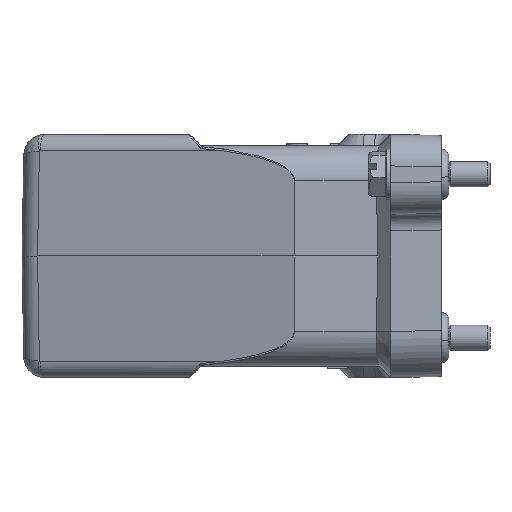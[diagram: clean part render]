
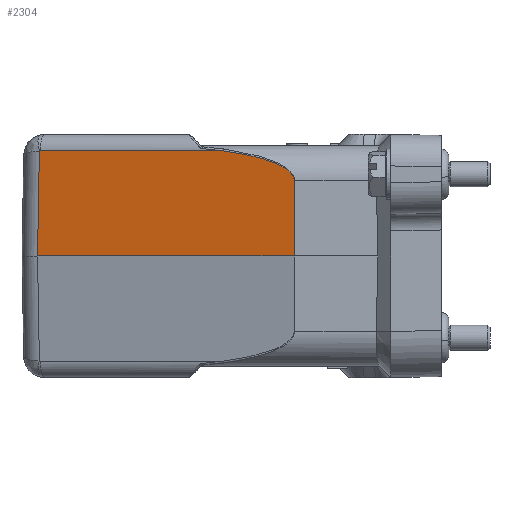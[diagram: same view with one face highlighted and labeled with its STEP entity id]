
A CAD part, left-side view. The second image highlights one B-rep face of the part: STEP entity #2304.
In plain terms, the highlighted planar face has unit normal (-0.966, 0.259, 0.018).
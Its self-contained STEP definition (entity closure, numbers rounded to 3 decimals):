
#371=PLANE('',#8918);
#1089=LINE('',#15035,#1731);
#1090=LINE('',#15042,#1732);
#1112=LINE('',#15497,#1754);
#1113=LINE('',#15509,#1755);
#1731=VECTOR('',#10116,1.);
#1732=VECTOR('',#10119,1.);
#1754=VECTOR('',#10193,1.);
#1755=VECTOR('',#10196,1.);
#2304=ADVANCED_FACE('NONE',(#2824),#371,.T.);
#2824=FACE_OUTER_BOUND('',#3326,.T.);
#3326=EDGE_LOOP('',(#4933,#4934,#4935,#4936,#4937,#4938));
#4933=ORIENTED_EDGE('',*,*,#7516,.F.);
#4934=ORIENTED_EDGE('',*,*,#7587,.T.);
#4935=ORIENTED_EDGE('',*,*,#7655,.F.);
#4936=ORIENTED_EDGE('',*,*,#7652,.T.);
#4937=ORIENTED_EDGE('',*,*,#7584,.T.);
#4938=ORIENTED_EDGE('',*,*,#7585,.T.);
#6504=VERTEX_POINT('',#14261);
#6505=VERTEX_POINT('',#14266);
#6543=VERTEX_POINT('',#14835);
#6545=VERTEX_POINT('',#14873);
#6546=VERTEX_POINT('',#15041);
#6588=VERTEX_POINT('',#15498);
#7516=EDGE_CURVE('NONE',#6504,#6505,#8374,.T.);
#7584=EDGE_CURVE('NONE',#6545,#6543,#8417,.T.);
#7585=EDGE_CURVE('NONE',#6543,#6505,#1089,.T.);
#7587=EDGE_CURVE('NONE',#6504,#6546,#1090,.T.);
#7652=EDGE_CURVE('NONE',#6588,#6545,#1112,.T.);
#7655=EDGE_CURVE('NONE',#6588,#6546,#1113,.T.);
#8374=B_SPLINE_CURVE_WITH_KNOTS('',3,(#14262,#14263,#14264,#14265),
 .UNSPECIFIED.,.F.,.F.,(4,4),(0.,1.),.UNSPECIFIED.);
#8417=B_SPLINE_CURVE_WITH_KNOTS('',3,(#14903,#14904,#14905,#14906,#14907,
#14908,#14909,#14910,#14911,#14912,#14913,#14914,#14915,#14916,#14917,#14918,
#14919,#14920,#14921,#14922,#14923,#14924,#14925,#14926,#14927,#14928,#14929,
#14930,#14931,#14932,#14933,#14934,#14935,#14936,#14937,#14938,#14939,#14940,
#14941,#14942,#14943,#14944,#14945,#14946),.UNSPECIFIED.,.F.,.F.,(4,2,1,
1,1,1,2,2,1,1,1,1,1,2,2,1,1,1,1,1,1,2,2,1,1,1,1,1,1,1,2,2,4),(0.,0.125,
0.156,0.172,0.18,0.184,
0.186,0.188,0.219,0.234,
0.242,0.246,0.248,0.249,
0.25,0.375,0.438,0.469,
0.484,0.492,0.496,0.498,
0.5,0.625,0.688,0.719,
0.734,0.742,0.746,0.748,
0.749,0.75,1.),.UNSPECIFIED.);
#8918=AXIS2_PLACEMENT_3D('',#15510,#10197,#10198);
#10116=DIRECTION('',(0.259,0.966,0.));
#10119=DIRECTION('',(-0.013,0.017,-1.));
#10193=DIRECTION('',(0.017,-0.002,1.));
#10196=DIRECTION('',(0.259,0.966,0.));
#10197=DIRECTION('',(-0.966,0.259,0.017));
#10198=DIRECTION('',(-0.259,-0.966,0.));
#14261=CARTESIAN_POINT('',(-28.241,95.857,25.04));
#14262=CARTESIAN_POINT('',(-28.241,95.857,25.04));
#14263=CARTESIAN_POINT('',(-28.262,95.778,25.06));
#14264=CARTESIAN_POINT('',(-28.283,95.697,25.07));
#14265=CARTESIAN_POINT('',(-28.305,95.615,25.07));
#14266=CARTESIAN_POINT('',(-28.305,95.615,25.07));
#14835=CARTESIAN_POINT('',(-40.029,51.861,25.07));
#14873=CARTESIAN_POINT('',(-44.67,35.022,17.948));
#14903=CARTESIAN_POINT('',(-44.67,35.022,17.948));
#14904=CARTESIAN_POINT('',(-44.661,35.022,18.453));
#14905=CARTESIAN_POINT('',(-44.605,35.197,18.952));
#14906=CARTESIAN_POINT('',(-44.477,35.634,19.566));
#14907=CARTESIAN_POINT('',(-44.434,35.782,19.75));
#14908=CARTESIAN_POINT('',(-44.376,35.982,19.962));
#14909=CARTESIAN_POINT('',(-44.345,36.09,20.068));
#14910=CARTESIAN_POINT('',(-44.329,36.145,20.121));
#14911=CARTESIAN_POINT('',(-44.323,36.17,20.143));
#14912=CARTESIAN_POINT('',(-44.318,36.186,20.158));
#14913=CARTESIAN_POINT('',(-44.315,36.195,20.167));
#14914=CARTESIAN_POINT('',(-44.28,36.32,20.282));
#14915=CARTESIAN_POINT('',(-44.226,36.508,20.442));
#14916=CARTESIAN_POINT('',(-44.159,36.746,20.625));
#14917=CARTESIAN_POINT('',(-44.125,36.87,20.715));
#14918=CARTESIAN_POINT('',(-44.107,36.933,20.76));
#14919=CARTESIAN_POINT('',(-44.098,36.965,20.782));
#14920=CARTESIAN_POINT('',(-44.094,36.979,20.792));
#14921=CARTESIAN_POINT('',(-44.091,36.988,20.798));
#14922=CARTESIAN_POINT('',(-44.09,36.993,20.802));
#14923=CARTESIAN_POINT('',(-43.958,37.463,21.128));
#14924=CARTESIAN_POINT('',(-43.733,38.273,21.597));
#14925=CARTESIAN_POINT('',(-43.417,39.415,22.115));
#14926=CARTESIAN_POINT('',(-43.247,40.035,22.366));
#14927=CARTESIAN_POINT('',(-43.158,40.357,22.49));
#14928=CARTESIAN_POINT('',(-43.113,40.521,22.552));
#14929=CARTESIAN_POINT('',(-43.09,40.604,22.583));
#14930=CARTESIAN_POINT('',(-43.081,40.639,22.596));
#14931=CARTESIAN_POINT('',(-43.074,40.663,22.604));
#14932=CARTESIAN_POINT('',(-43.07,40.677,22.609));
#14933=CARTESIAN_POINT('',(-42.888,41.339,22.852));
#14934=CARTESIAN_POINT('',(-42.602,42.387,23.192));
#14935=CARTESIAN_POINT('',(-42.235,43.729,23.56));
#14936=CARTESIAN_POINT('',(-42.044,44.431,23.737));
#14937=CARTESIAN_POINT('',(-41.946,44.789,23.823));
#14938=CARTESIAN_POINT('',(-41.897,44.97,23.866));
#14939=CARTESIAN_POINT('',(-41.872,45.061,23.887));
#14940=CARTESIAN_POINT('',(-41.86,45.107,23.897));
#14941=CARTESIAN_POINT('',(-41.855,45.126,23.902));
#14942=CARTESIAN_POINT('',(-41.851,45.139,23.905));
#14943=CARTESIAN_POINT('',(-41.85,45.145,23.906));
#14944=CARTESIAN_POINT('',(-41.294,47.186,24.378));
#14945=CARTESIAN_POINT('',(-40.688,49.422,24.765));
#14946=CARTESIAN_POINT('',(-40.029,51.861,25.07));
#15035=CARTESIAN_POINT('',(-27.161,99.887,25.07));
#15041=CARTESIAN_POINT('',(-28.576,96.295,0.));
#15042=CARTESIAN_POINT('',(-28.241,95.857,25.04));
#15497=CARTESIAN_POINT('',(-44.983,35.064,0.));
#15498=CARTESIAN_POINT('',(-44.983,35.064,0.));
#15509=CARTESIAN_POINT('',(-27.583,100.,0.));
#15510=CARTESIAN_POINT('',(-27.583,100.,0.));
